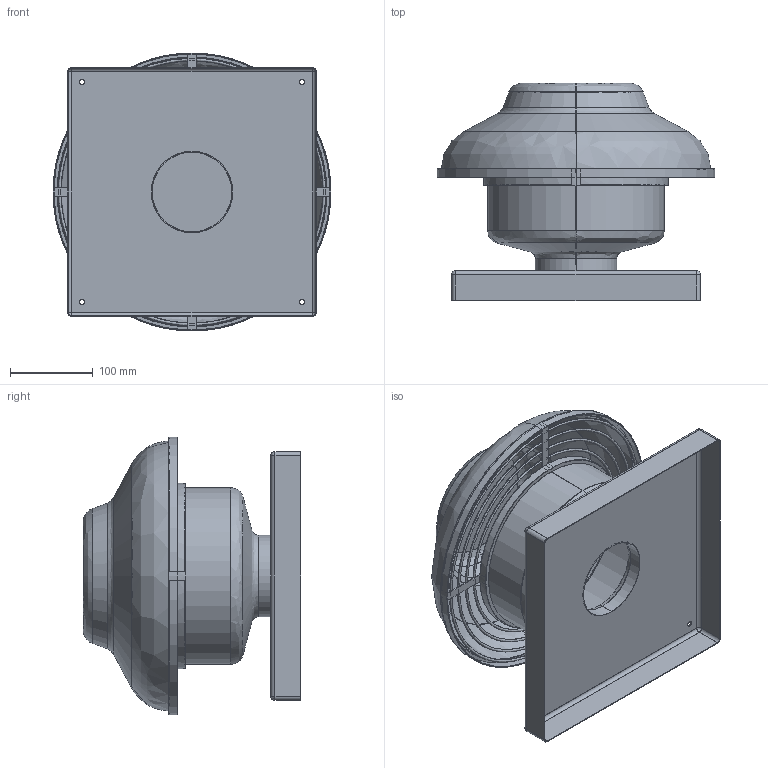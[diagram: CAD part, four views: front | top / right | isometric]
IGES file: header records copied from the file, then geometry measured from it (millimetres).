
Start section: SolidWorks IGES file using analytic representation for surfaces
Global section: file name: EHD10.igs; native system: SolidWorks 2009; preprocessor: SolidWorks 2009; author: WS-KO; date: 091124.143619; units: millimetre
Bounding box: 335 x 262 x 335 mm (x, y, z)
Surface area: 738237.6 mm2 (no closed solid volume)
Topology: 0 solids, 0 shells, 190 faces, 2462 edges, 2454 vertices
Faces by surface type: bspline 126, revolution 64
